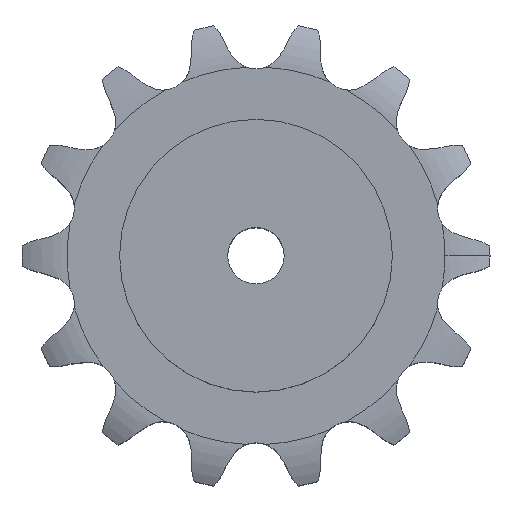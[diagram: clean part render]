
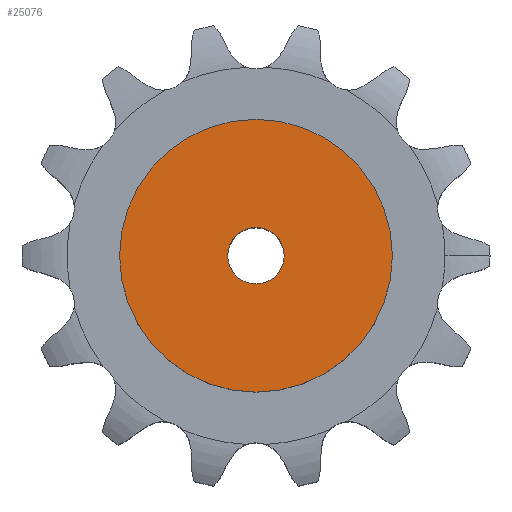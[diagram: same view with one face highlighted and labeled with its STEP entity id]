
A CAD part, top view. The second image highlights one B-rep face of the part: STEP entity #25076.
In plain terms, the highlighted planar face has unit normal (0, 0, 1).
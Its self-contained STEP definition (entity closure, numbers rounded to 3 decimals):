
#13464 = CYLINDRICAL_SURFACE('',#13465,15.);
#13465 = AXIS2_PLACEMENT_3D('',#13466,#13467,#13468);
#13466 = CARTESIAN_POINT('',(0.,0.,413.129));
#13467 = DIRECTION('',(0.,0.,1.));
#13468 = DIRECTION('',(1.,0.,0.));
#17068 = EDGE_CURVE('',#17069,#17069,#17071,.T.);
#17069 = VERTEX_POINT('',#17070);
#17070 = CARTESIAN_POINT('',(15.,0.,120.));
#17071 = SURFACE_CURVE('',#17072,(#17077,#17084),.PCURVE_S1.);
#17072 = CIRCLE('',#17073,15.);
#17073 = AXIS2_PLACEMENT_3D('',#17074,#17075,#17076);
#17074 = CARTESIAN_POINT('',(0.,0.,120.));
#17075 = DIRECTION('',(0.,0.,1.));
#17076 = DIRECTION('',(1.,0.,0.));
#17077 = PCURVE('',#13464,#17078);
#17078 = DEFINITIONAL_REPRESENTATION('',(#17079),#17083);
#17079 = LINE('',#17080,#17081);
#17080 = CARTESIAN_POINT('',(0.,-293.129));
#17081 = VECTOR('',#17082,1.);
#17082 = DIRECTION('',(1.,0.));
#17083 = ( GEOMETRIC_REPRESENTATION_CONTEXT(2) 
PARAMETRIC_REPRESENTATION_CONTEXT() REPRESENTATION_CONTEXT('2D SPACE',''
  ) );
#17084 = PCURVE('',#17085,#17090);
#17085 = PLANE('',#17086);
#17086 = AXIS2_PLACEMENT_3D('',#17087,#17088,#17089);
#17087 = CARTESIAN_POINT('',(0.,0.,120.)
  );
#17088 = DIRECTION('',(0.,0.,1.));
#17089 = DIRECTION('',(1.,0.,0.));
#17090 = DEFINITIONAL_REPRESENTATION('',(#17091),#17095);
#17091 = CIRCLE('',#17092,15.);
#17092 = AXIS2_PLACEMENT_2D('',#17093,#17094);
#17093 = CARTESIAN_POINT('',(0.,0.));
#17094 = DIRECTION('',(1.,0.));
#17095 = ( GEOMETRIC_REPRESENTATION_CONTEXT(2) 
PARAMETRIC_REPRESENTATION_CONTEXT() REPRESENTATION_CONTEXT('2D SPACE',''
  ) );
#25076 = ADVANCED_FACE('',(#25077,#25108),#17085,.T.);
#25077 = FACE_BOUND('',#25078,.T.);
#25078 = EDGE_LOOP('',(#25079));
#25079 = ORIENTED_EDGE('',*,*,#25080,.T.);
#25080 = EDGE_CURVE('',#25081,#25081,#25083,.T.);
#25081 = VERTEX_POINT('',#25082);
#25082 = CARTESIAN_POINT('',(72.5,0.,120.));
#25083 = SURFACE_CURVE('',#25084,(#25089,#25096),.PCURVE_S1.);
#25084 = CIRCLE('',#25085,72.5);
#25085 = AXIS2_PLACEMENT_3D('',#25086,#25087,#25088);
#25086 = CARTESIAN_POINT('',(0.,0.,120.));
#25087 = DIRECTION('',(0.,0.,1.));
#25088 = DIRECTION('',(1.,0.,0.));
#25089 = PCURVE('',#17085,#25090);
#25090 = DEFINITIONAL_REPRESENTATION('',(#25091),#25095);
#25091 = CIRCLE('',#25092,72.5);
#25092 = AXIS2_PLACEMENT_2D('',#25093,#25094);
#25093 = CARTESIAN_POINT('',(0.,0.));
#25094 = DIRECTION('',(1.,0.));
#25095 = ( GEOMETRIC_REPRESENTATION_CONTEXT(2) 
PARAMETRIC_REPRESENTATION_CONTEXT() REPRESENTATION_CONTEXT('2D SPACE',''
  ) );
#25096 = PCURVE('',#25097,#25102);
#25097 = CYLINDRICAL_SURFACE('',#25098,72.5);
#25098 = AXIS2_PLACEMENT_3D('',#25099,#25100,#25101);
#25099 = CARTESIAN_POINT('',(0.,0.,0.));
#25100 = DIRECTION('',(-0.,-0.,-1.));
#25101 = DIRECTION('',(1.,0.,0.));
#25102 = DEFINITIONAL_REPRESENTATION('',(#25103),#25107);
#25103 = LINE('',#25104,#25105);
#25104 = CARTESIAN_POINT('',(-0.,-120.));
#25105 = VECTOR('',#25106,1.);
#25106 = DIRECTION('',(-1.,0.));
#25107 = ( GEOMETRIC_REPRESENTATION_CONTEXT(2) 
PARAMETRIC_REPRESENTATION_CONTEXT() REPRESENTATION_CONTEXT('2D SPACE',''
  ) );
#25108 = FACE_BOUND('',#25109,.T.);
#25109 = EDGE_LOOP('',(#25110));
#25110 = ORIENTED_EDGE('',*,*,#17068,.F.);
